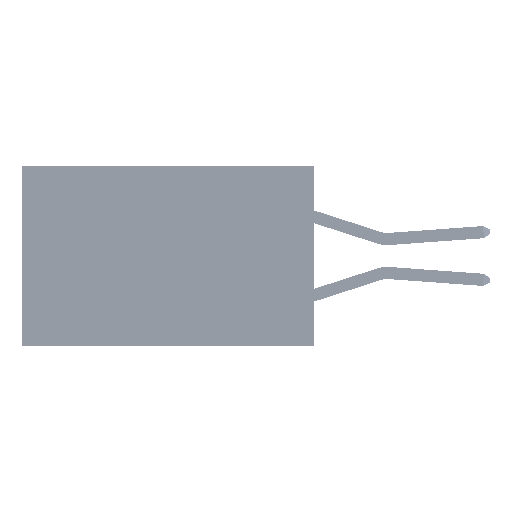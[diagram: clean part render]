
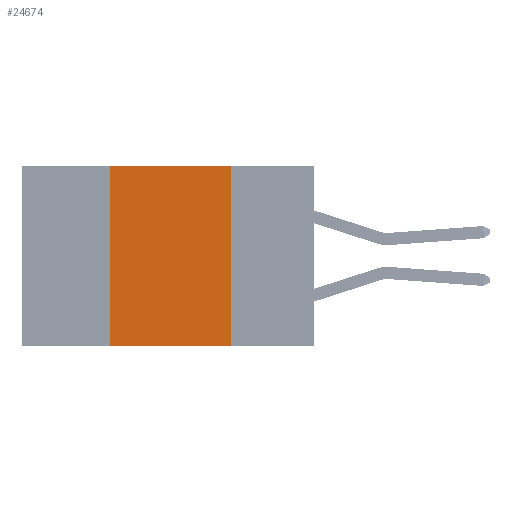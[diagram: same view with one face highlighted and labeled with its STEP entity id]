
A CAD part, left-side view. The second image highlights one B-rep face of the part: STEP entity #24674.
In plain terms, the highlighted planar face has unit normal (-1, 0, 0).
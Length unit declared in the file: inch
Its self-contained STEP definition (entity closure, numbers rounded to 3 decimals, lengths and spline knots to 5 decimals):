
#211 = CARTESIAN_POINT ( 'NONE',  ( 0., 0.17, 0. ) ) ;
#795 = EDGE_CURVE ( 'NONE', #28332, #20684, #4263, .T. ) ;
#1877 = DIRECTION ( 'NONE',  ( 0., -1., 0. ) ) ;
#4263 = LINE ( 'NONE', #26611, #32206 ) ;
#4416 = VERTEX_POINT ( 'NONE', #211 ) ;
#4621 = CARTESIAN_POINT ( 'NONE',  ( 0., 0.6, -0.37 ) ) ;
#5049 = ORIENTED_EDGE ( 'NONE', *, *, #43618, .T. ) ;
#7615 = CARTESIAN_POINT ( 'NONE',  ( 0., 0.17, 0. ) ) ;
#9201 = LINE ( 'NONE', #37000, #27105 ) ;
#9540 = DIRECTION ( 'NONE',  ( 0., 0., 1. ) ) ;
#12124 = LINE ( 'NONE', #7615, #31660 ) ;
#13508 = LINE ( 'NONE', #4621, #35286 ) ;
#15612 = VERTEX_POINT ( 'NONE', #18107 ) ;
#16409 = DIRECTION ( 'NONE',  ( 1., 0., 0. ) ) ;
#18107 = CARTESIAN_POINT ( 'NONE',  ( 0., 0.17, -0.37 ) ) ;
#20163 = PLANE ( 'NONE',  #43088 ) ;
#20684 = VERTEX_POINT ( 'NONE', #38201 ) ;
#23133 = ORIENTED_EDGE ( 'NONE', *, *, #41127, .F. ) ;
#23743 = CARTESIAN_POINT ( 'NONE',  ( 0., 0.6, 0. ) ) ;
#24394 = EDGE_LOOP ( 'NONE', ( #23133, #26356, #33869, #5049 ) ) ;
#24674 = ADVANCED_FACE ( 'NONE', ( #31167 ), #20163, .F. ) ;
#26356 = ORIENTED_EDGE ( 'NONE', *, *, #31883, .F. ) ;
#26611 = CARTESIAN_POINT ( 'NONE',  ( 0., 0.42, 0. ) ) ;
#27105 = VECTOR ( 'NONE', #1877, 39.37008 ) ;
#28332 = VERTEX_POINT ( 'NONE', #30496 ) ;
#28834 = DIRECTION ( 'NONE',  ( 0., 0., -1. ) ) ;
#30496 = CARTESIAN_POINT ( 'NONE',  ( 0., 0.42, -0.37 ) ) ;
#31167 = FACE_OUTER_BOUND ( 'NONE', #24394, .T. ) ;
#31660 = VECTOR ( 'NONE', #28834, 39.37008 ) ;
#31883 = EDGE_CURVE ( 'NONE', #20684, #4416, #9201, .T. ) ;
#32206 = VECTOR ( 'NONE', #9540, 39.37008 ) ;
#33869 = ORIENTED_EDGE ( 'NONE', *, *, #795, .F. ) ;
#35286 = VECTOR ( 'NONE', #40800, 39.37008 ) ;
#37000 = CARTESIAN_POINT ( 'NONE',  ( 0., 0.6, 0. ) ) ;
#38201 = CARTESIAN_POINT ( 'NONE',  ( 0., 0.42, 0. ) ) ;
#40800 = DIRECTION ( 'NONE',  ( 0., -1., 0. ) ) ;
#41127 = EDGE_CURVE ( 'NONE', #4416, #15612, #12124, .T. ) ;
#43088 = AXIS2_PLACEMENT_3D ( 'NONE', #23743, #16409, #45136 ) ;
#43618 = EDGE_CURVE ( 'NONE', #28332, #15612, #13508, .T. ) ;
#45136 = DIRECTION ( 'NONE',  ( 0., 0., -1. ) ) ;
